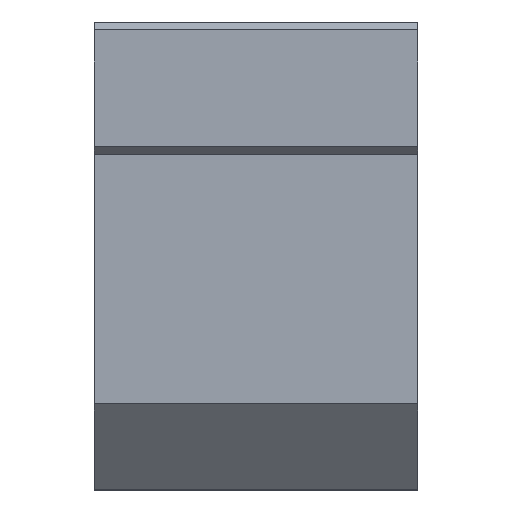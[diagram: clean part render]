
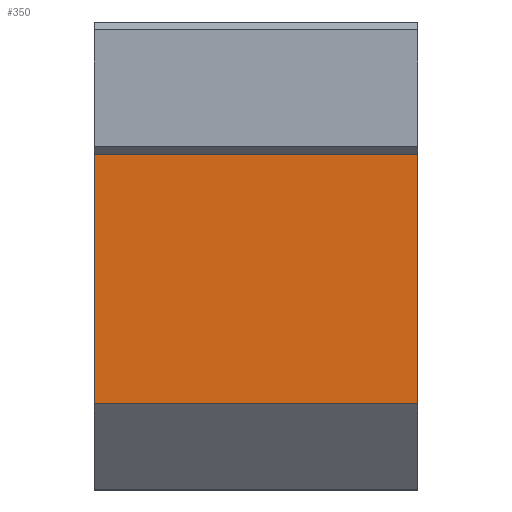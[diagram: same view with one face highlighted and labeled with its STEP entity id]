
A CAD part, top view. The second image highlights one B-rep face of the part: STEP entity #350.
In plain terms, the highlighted planar face has unit normal (0, 0, 1).
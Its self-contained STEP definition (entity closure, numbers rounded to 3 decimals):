
#9 = EDGE_CURVE ( 'NONE', #753, #663, #213, .T. ) ;
#27 = EDGE_CURVE ( 'NONE', #842, #890, #182, .T. ) ;
#54 = LINE ( 'NONE', #689, #57 ) ;
#57 = VECTOR ( 'NONE', #688, 1000. ) ;
#73 = LINE ( 'NONE', #778, #134 ) ;
#134 = VECTOR ( 'NONE', #703, 1000. ) ;
#180 = VECTOR ( 'NONE', #669, 1000. ) ;
#182 = LINE ( 'NONE', #614, #180 ) ;
#187 = VECTOR ( 'NONE', #878, 1000. ) ;
#189 = ORIENTED_EDGE ( 'NONE', *, *, #27, .F. ) ;
#209 = ORIENTED_EDGE ( 'NONE', *, *, #9, .T. ) ;
#213 = LINE ( 'NONE', #666, #187 ) ;
#227 = ORIENTED_EDGE ( 'NONE', *, *, #442, .F. ) ;
#241 = ORIENTED_EDGE ( 'NONE', *, *, #422, .T. ) ;
#322 = EDGE_LOOP ( 'NONE', ( #209, #227, #189, #241 ) ) ;
#350 = ADVANCED_FACE ( 'NONE', ( #916 ), #593, .T. ) ;
#422 = EDGE_CURVE ( 'NONE', #842, #753, #54, .T. ) ;
#442 = EDGE_CURVE ( 'NONE', #890, #663, #73, .T. ) ;
#476 = AXIS2_PLACEMENT_3D ( 'NONE', #591, #550, #548 ) ;
#548 = DIRECTION ( 'NONE',  ( 1., 0., 0. ) ) ;
#550 = DIRECTION ( 'NONE',  ( 0., 0., 1. ) ) ;
#580 = CARTESIAN_POINT ( 'NONE',  ( 10.4, 6.5, 21.5 ) ) ;
#591 = CARTESIAN_POINT ( 'NONE',  ( -10.4, -9.5, 21.5 ) ) ;
#593 = PLANE ( 'NONE',  #476 ) ;
#608 = CARTESIAN_POINT ( 'NONE',  ( -10.4, -9.5, 21.5 ) ) ;
#611 = CARTESIAN_POINT ( 'NONE',  ( 10.4, -9.5, 21.5 ) ) ;
#614 = CARTESIAN_POINT ( 'NONE',  ( -10.4, 6.5, 21.5 ) ) ;
#663 = VERTEX_POINT ( 'NONE', #611 ) ;
#666 = CARTESIAN_POINT ( 'NONE',  ( -10.4, -9.5, 21.5 ) ) ;
#669 = DIRECTION ( 'NONE',  ( 1., 0., 0. ) ) ;
#680 = CARTESIAN_POINT ( 'NONE',  ( -10.4, 6.5, 21.5 ) ) ;
#688 = DIRECTION ( 'NONE',  ( 0., -1., 0. ) ) ;
#689 = CARTESIAN_POINT ( 'NONE',  ( -10.4, -9.5, 21.5 ) ) ;
#703 = DIRECTION ( 'NONE',  ( 0., -1., 0. ) ) ;
#753 = VERTEX_POINT ( 'NONE', #608 ) ;
#778 = CARTESIAN_POINT ( 'NONE',  ( 10.4, -9.5, 21.5 ) ) ;
#842 = VERTEX_POINT ( 'NONE', #680 ) ;
#878 = DIRECTION ( 'NONE',  ( 1., 0., 0. ) ) ;
#890 = VERTEX_POINT ( 'NONE', #580 ) ;
#916 = FACE_OUTER_BOUND ( 'NONE', #322, .T. ) ;
